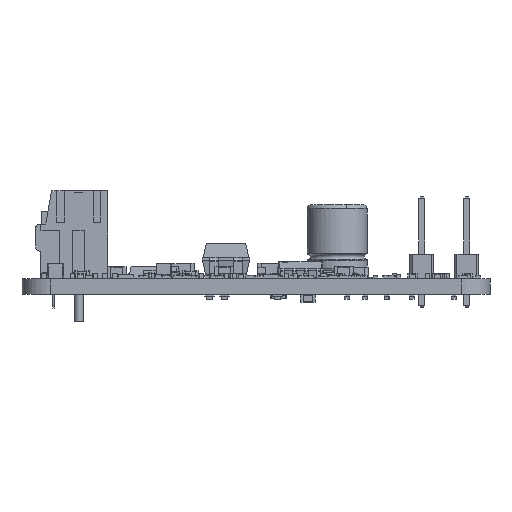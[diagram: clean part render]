
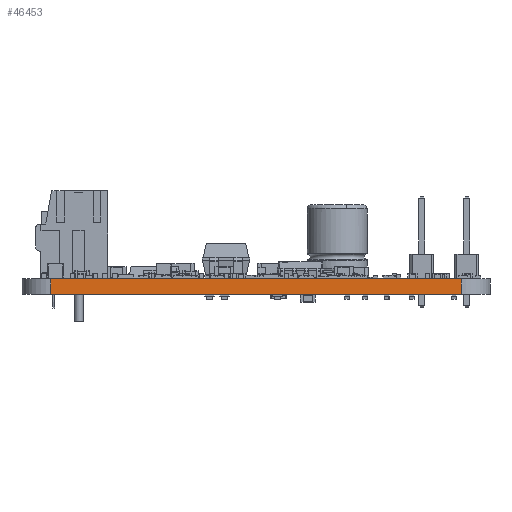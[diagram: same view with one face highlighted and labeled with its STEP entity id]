
A CAD part, left-side view. The second image highlights one B-rep face of the part: STEP entity #46453.
In plain terms, the highlighted planar face has unit normal (-1, 0, 0).
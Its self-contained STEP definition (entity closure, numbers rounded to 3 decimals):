
#44423 = VERTEX_POINT('',#44424);
#44424 = CARTESIAN_POINT('',(118.879,-106.879,0.));
#44431 = EDGE_CURVE('',#44423,#44432,#44434,.T.);
#44432 = VERTEX_POINT('',#44433);
#44433 = CARTESIAN_POINT('',(118.879,-63.879,0.));
#44434 = LINE('',#44435,#44436);
#44435 = CARTESIAN_POINT('',(118.879,-106.879,0.));
#44436 = VECTOR('',#44437,1.);
#44437 = DIRECTION('',(0.,1.,0.));
#45433 = VERTEX_POINT('',#45434);
#45434 = CARTESIAN_POINT('',(118.879,-106.879,1.6));
#45441 = EDGE_CURVE('',#45433,#45442,#45444,.T.);
#45442 = VERTEX_POINT('',#45443);
#45443 = CARTESIAN_POINT('',(118.879,-63.879,1.6));
#45444 = LINE('',#45445,#45446);
#45445 = CARTESIAN_POINT('',(118.879,-106.879,1.6));
#45446 = VECTOR('',#45447,1.);
#45447 = DIRECTION('',(0.,1.,0.));
#46423 = EDGE_CURVE('',#44432,#45442,#46424,.T.);
#46424 = LINE('',#46425,#46426);
#46425 = CARTESIAN_POINT('',(118.879,-63.879,0.));
#46426 = VECTOR('',#46427,1.);
#46427 = DIRECTION('',(0.,0.,1.));
#46453 = ADVANCED_FACE('',(#46454),#46465,.T.);
#46454 = FACE_BOUND('',#46455,.T.);
#46455 = EDGE_LOOP('',(#46456,#46462,#46463,#46464));
#46456 = ORIENTED_EDGE('',*,*,#46457,.T.);
#46457 = EDGE_CURVE('',#44423,#45433,#46458,.T.);
#46458 = LINE('',#46459,#46460);
#46459 = CARTESIAN_POINT('',(118.879,-106.879,0.));
#46460 = VECTOR('',#46461,1.);
#46461 = DIRECTION('',(0.,0.,1.));
#46462 = ORIENTED_EDGE('',*,*,#45441,.T.);
#46463 = ORIENTED_EDGE('',*,*,#46423,.F.);
#46464 = ORIENTED_EDGE('',*,*,#44431,.F.);
#46465 = PLANE('',#46466);
#46466 = AXIS2_PLACEMENT_3D('',#46467,#46468,#46469);
#46467 = CARTESIAN_POINT('',(118.879,-106.879,0.));
#46468 = DIRECTION('',(-1.,0.,0.));
#46469 = DIRECTION('',(0.,1.,0.));
